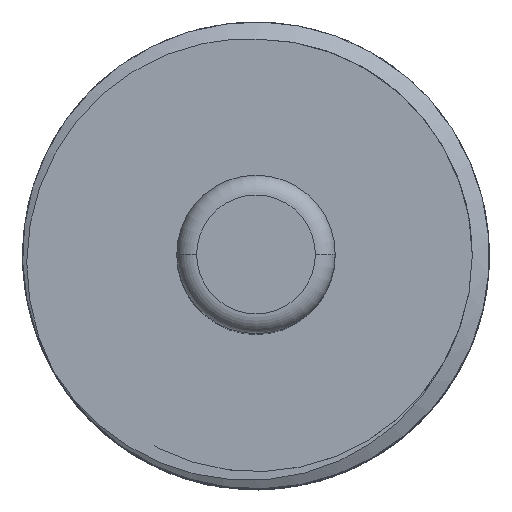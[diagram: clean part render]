
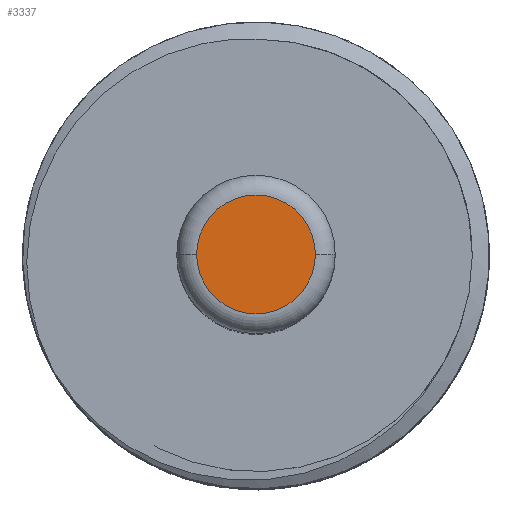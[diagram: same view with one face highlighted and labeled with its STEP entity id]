
A CAD part, top view. The second image highlights one B-rep face of the part: STEP entity #3337.
In plain terms, the highlighted planar face has unit normal (0, 0, 1).
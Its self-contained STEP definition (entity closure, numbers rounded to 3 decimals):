
#108 = CIRCLE ( 'NONE', #1426, 3. ) ;
#392 = DIRECTION ( 'NONE',  ( 0., 0., 1. ) ) ;
#421 = DIRECTION ( 'NONE',  ( 1., 0., 0. ) ) ;
#844 = EDGE_LOOP ( 'NONE', ( #3604, #3364 ) ) ;
#1047 = CARTESIAN_POINT ( 'NONE',  ( 0., 0., 92. ) ) ;
#1194 = AXIS2_PLACEMENT_3D ( 'NONE', #3052, #392, #3517 ) ;
#1426 = AXIS2_PLACEMENT_3D ( 'NONE', #5781, #3088, #421 ) ;
#1491 = DIRECTION ( 'NONE',  ( 1., 0., 0. ) ) ;
#1948 = VERTEX_POINT ( 'NONE', #4726 ) ;
#2769 = EDGE_CURVE ( 'NONE', #1948, #5279, #108, .T. ) ;
#2888 = CIRCLE ( 'NONE', #5166, 3. ) ;
#3052 = CARTESIAN_POINT ( 'NONE',  ( 0., 0., 92. ) ) ;
#3088 = DIRECTION ( 'NONE',  ( 0., 0., 1. ) ) ;
#3201 = CARTESIAN_POINT ( 'NONE',  ( -3., 0., 92. ) ) ;
#3337 = ADVANCED_FACE ( 'NONE', ( #3608 ), #4828, .T. ) ;
#3364 = ORIENTED_EDGE ( 'NONE', *, *, #4262, .T. ) ;
#3517 = DIRECTION ( 'NONE',  ( 1., 0., 0. ) ) ;
#3604 = ORIENTED_EDGE ( 'NONE', *, *, #2769, .T. ) ;
#3608 = FACE_OUTER_BOUND ( 'NONE', #844, .T. ) ;
#4166 = DIRECTION ( 'NONE',  ( 0., 0., 1. ) ) ;
#4262 = EDGE_CURVE ( 'NONE', #5279, #1948, #2888, .T. ) ;
#4726 = CARTESIAN_POINT ( 'NONE',  ( 3., 0., 92. ) ) ;
#4828 = PLANE ( 'NONE',  #1194 ) ;
#5166 = AXIS2_PLACEMENT_3D ( 'NONE', #1047, #4166, #1491 ) ;
#5279 = VERTEX_POINT ( 'NONE', #3201 ) ;
#5781 = CARTESIAN_POINT ( 'NONE',  ( 0., 0., 92. ) ) ;
